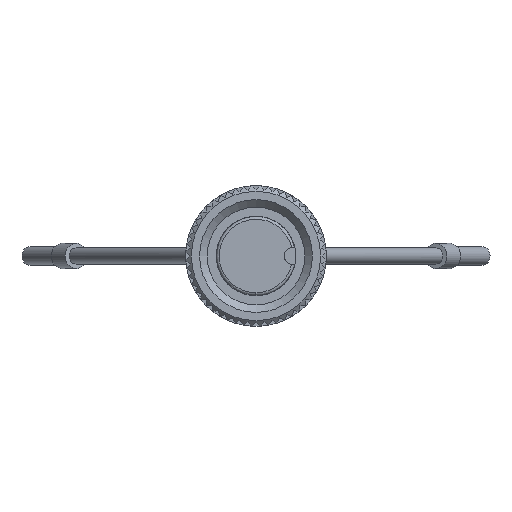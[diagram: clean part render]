
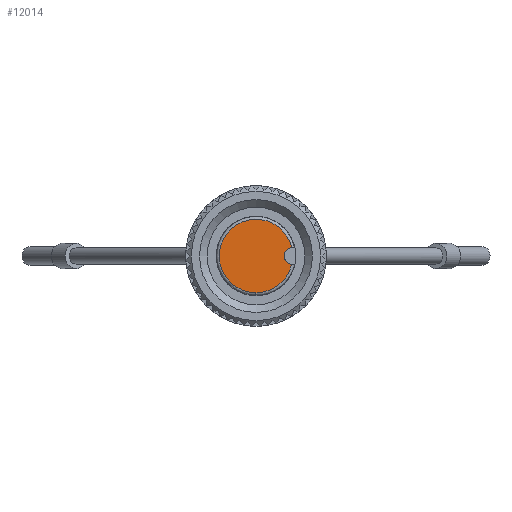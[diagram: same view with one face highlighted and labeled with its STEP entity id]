
A CAD part, left-side view. The second image highlights one B-rep face of the part: STEP entity #12014.
In plain terms, the highlighted planar face has unit normal (-1, 0, 0).
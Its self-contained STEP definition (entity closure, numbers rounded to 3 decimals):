
#555=CIRCLE('',#874,2.601);
#566=CIRCLE('',#892,2.601);
#567=CIRCLE('',#893,0.6);
#874=AXIS2_PLACEMENT_3D('',#15633,#3845,#3846);
#891=AXIS2_PLACEMENT_3D('',#15735,#3877,$);
#892=AXIS2_PLACEMENT_3D('',#15736,#3878,#3879);
#893=AXIS2_PLACEMENT_3D('',#15738,#3880,#3881);
#1374=PLANE('',#891);
#3845=DIRECTION('',(1.,0.,0.));
#3846=DIRECTION('',(0.,0.,-2.601));
#3877=DIRECTION('',(1.,0.,0.));
#3878=DIRECTION('',(1.,0.,0.));
#3879=DIRECTION('',(0.,0.,-2.601));
#3880=DIRECTION('',(1.,0.,0.));
#3881=DIRECTION('',(0.,0.,0.6));
#5285=VERTEX_POINT('',#15632);
#5286=VERTEX_POINT('',#15634);
#5300=VERTEX_POINT('',#15737);
#6976=EDGE_CURVE('',#5285,#5286,#555,.T.);
#6996=EDGE_CURVE('',#5300,#5285,#566,.T.);
#6997=EDGE_CURVE('',#5286,#5300,#567,.F.);
#9114=ORIENTED_EDGE('',*,*,#6976,.F.);
#9115=ORIENTED_EDGE('',*,*,#6996,.F.);
#9116=ORIENTED_EDGE('',*,*,#6997,.F.);
#10897=EDGE_LOOP('',(#9114,#9115,#9116));
#11459=FACE_BOUND('',#10897,.T.);
#12014=ADVANCED_FACE('',(#11459),#1374,.F.);
#15632=CARTESIAN_POINT('',(0.5,0.,-2.601));
#15633=CARTESIAN_POINT('',(0.5,0.,0.));
#15634=CARTESIAN_POINT('',(0.5,-2.532,0.596));
#15735=CARTESIAN_POINT('',(0.5,0.,0.));
#15736=CARTESIAN_POINT('',(0.5,0.,0.));
#15737=CARTESIAN_POINT('',(0.5,-2.532,-0.596));
#15738=CARTESIAN_POINT('',(0.5,-2.599,0.));
